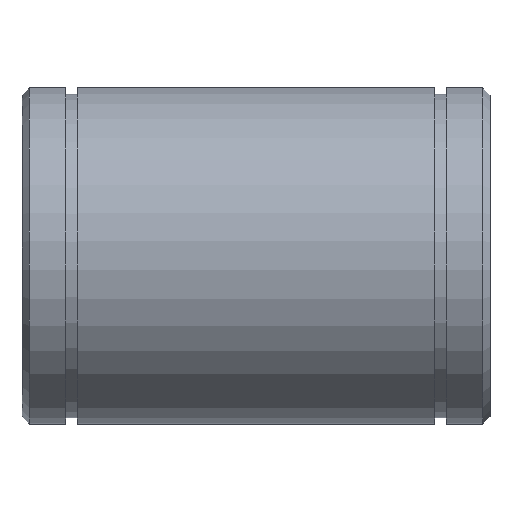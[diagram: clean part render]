
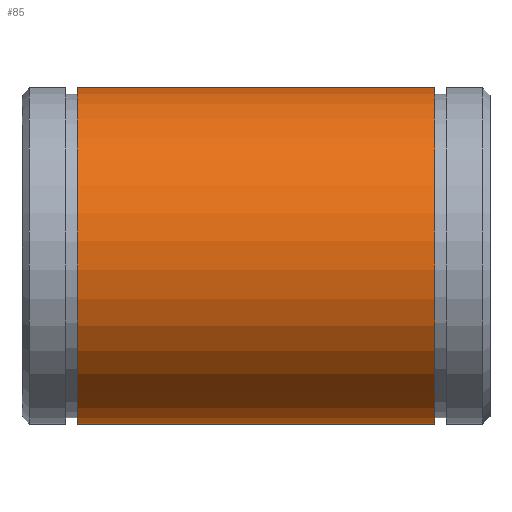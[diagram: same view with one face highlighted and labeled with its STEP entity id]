
A CAD part, top view. The second image highlights one B-rep face of the part: STEP entity #85.
In plain terms, the highlighted cylindrical face has radius 45 mm (diameter 90 mm), a partial arc.
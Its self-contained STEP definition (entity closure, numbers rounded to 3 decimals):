
#85 = ADVANCED_FACE( '', ( #171 ), #172, .T. );
#171 = FACE_OUTER_BOUND( '', #257, .T. );
#172 = CYLINDRICAL_SURFACE( '', #258, 45. );
#257 = EDGE_LOOP( '', ( #366, #367, #368, #369 ) );
#258 = AXIS2_PLACEMENT_3D( '', #370, #371, #372 );
#366 = ORIENTED_EDGE( '', *, *, #573, .T. );
#367 = ORIENTED_EDGE( '', *, *, #574, .T. );
#368 = ORIENTED_EDGE( '', *, *, #575, .F. );
#369 = ORIENTED_EDGE( '', *, *, #576, .T. );
#370 = CARTESIAN_POINT( '', ( 125., 0., 0. ) );
#371 = DIRECTION( '', ( -1., 0., 0. ) );
#372 = DIRECTION( '', ( 0., 0., -1. ) );
#573 = EDGE_CURVE( '', #689, #690, #691, .T. );
#574 = EDGE_CURVE( '', #690, #692, #693, .T. );
#575 = EDGE_CURVE( '', #694, #692, #695, .T. );
#576 = EDGE_CURVE( '', #694, #689, #696, .F. );
#689 = VERTEX_POINT( '', #837 );
#690 = VERTEX_POINT( '', #838 );
#691 = CIRCLE( '', #839, 45. );
#692 = VERTEX_POINT( '', #840 );
#693 = LINE( '', #841, #842 );
#694 = VERTEX_POINT( '', #843 );
#695 = CIRCLE( '', #844, 45. );
#696 = LINE( '', #845, #846 );
#837 = CARTESIAN_POINT( '', ( 14.8, 20.41, -40.105 ) );
#838 = CARTESIAN_POINT( '', ( 14.8, -20.41, -40.105 ) );
#839 = AXIS2_PLACEMENT_3D( '', #1001, #1002, #1003 );
#840 = CARTESIAN_POINT( '', ( 110.2, -20.41, -40.105 ) );
#841 = CARTESIAN_POINT( '', ( 125., -20.41, -40.105 ) );
#842 = VECTOR( '', #1004, 1000. );
#843 = CARTESIAN_POINT( '', ( 110.2, 20.41, -40.105 ) );
#844 = AXIS2_PLACEMENT_3D( '', #1005, #1006, #1007 );
#845 = CARTESIAN_POINT( '', ( 125., 20.41, -40.105 ) );
#846 = VECTOR( '', #1008, 1000. );
#1001 = CARTESIAN_POINT( '', ( 14.8, 0., 0. ) );
#1002 = DIRECTION( '', ( 1., 0., 0. ) );
#1003 = DIRECTION( '', ( 0., 0., -1. ) );
#1004 = DIRECTION( '', ( 1., 0., 0. ) );
#1005 = CARTESIAN_POINT( '', ( 110.2, 0., 0. ) );
#1006 = DIRECTION( '', ( 1., 0., 0. ) );
#1007 = DIRECTION( '', ( 0., 0., -1. ) );
#1008 = DIRECTION( '', ( 1., 0., 0. ) );
